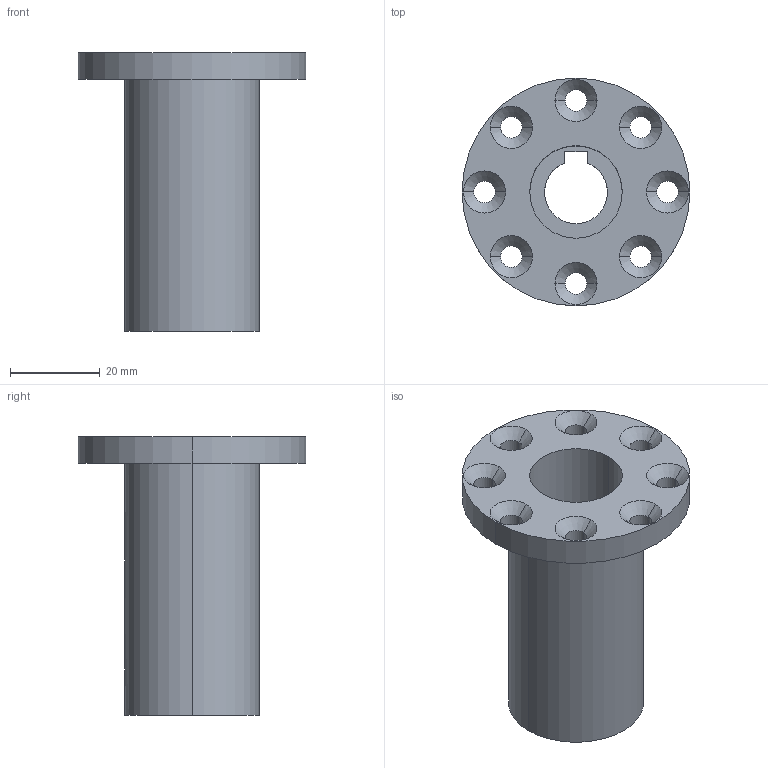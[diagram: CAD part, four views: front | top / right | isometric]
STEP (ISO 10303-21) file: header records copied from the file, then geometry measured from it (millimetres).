
FILE_DESCRIPTION (( 'STEP AP214' ), '1' );
FILE_NAME ('J2 Spindle.STEP', '2023-07-30T18:14:44', ( '' ), ( '' ), 'SwSTEP 2.0', 'SolidWorks 2021', '' );
FILE_SCHEMA (( 'AUTOMOTIVE_DESIGN' ));
Length unit declared in the file: millimetre
Products named in the file (1): J2 Spindle
Bounding box: 50.8 x 50.8 x 62.2 mm (x, y, z)
Volume: 33491.9 mm3; surface area: 14559.5 mm2
Topology: 1 solids, 1 shells, 74 faces, 182 edges, 106 vertices
Faces by surface type: cylinder 39, cone 28, plane 7
Entity records: 2218 total; most frequent: DIRECTION 410, CARTESIAN_POINT 389, ORIENTED_EDGE 340, EDGE_CURVE 170, AXIS2_PLACEMENT_3D 167, VERTEX_POINT 106, EDGE_LOOP 102, CIRCLE 92
